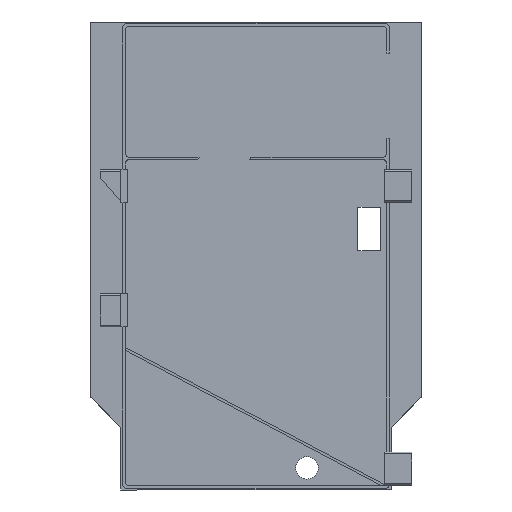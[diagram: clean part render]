
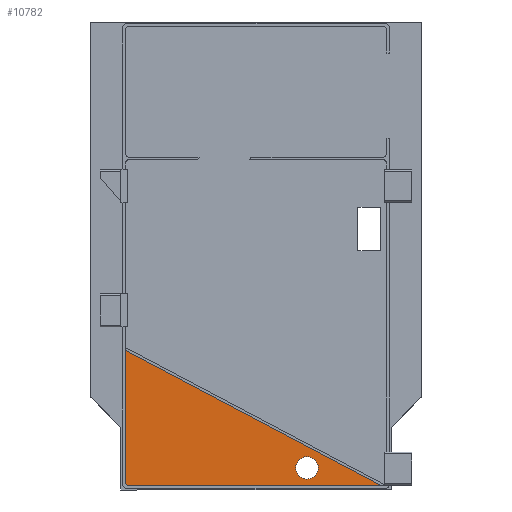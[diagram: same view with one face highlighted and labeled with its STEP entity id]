
A CAD part, front view. The second image highlights one B-rep face of the part: STEP entity #10782.
In plain terms, the highlighted planar face has unit normal (0, -1, 0).
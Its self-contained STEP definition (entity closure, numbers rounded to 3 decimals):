
#86=FACE_BOUND('',#1406,.T.);
#180=PLANE('',#11409);
#754=FACE_OUTER_BOUND('',#1405,.T.);
#1405=EDGE_LOOP('',(#8462,#8463,#8464,#8465));
#1406=EDGE_LOOP('',(#8466));
#2552=LINE('',#16142,#4053);
#2553=LINE('',#16144,#4054);
#2554=LINE('',#16147,#4055);
#4053=VECTOR('',#12836,10.);
#4054=VECTOR('',#12837,10.);
#4055=VECTOR('',#12840,10.);
#4896=CIRCLE('',#11284,2.65);
#4917=CIRCLE('',#11410,1.);
#4942=VERTEX_POINT('',#14700);
#5540=VERTEX_POINT('',#16140);
#5541=VERTEX_POINT('',#16141);
#5542=VERTEX_POINT('',#16143);
#5543=VERTEX_POINT('',#16145);
#5981=EDGE_CURVE('',#4942,#4942,#4896,.T.);
#6672=EDGE_CURVE('',#5540,#5541,#2552,.T.);
#6673=EDGE_CURVE('',#5541,#5542,#2553,.T.);
#6674=EDGE_CURVE('',#5542,#5543,#4917,.T.);
#6675=EDGE_CURVE('',#5543,#5540,#2554,.T.);
#8462=ORIENTED_EDGE('',*,*,#6672,.T.);
#8463=ORIENTED_EDGE('',*,*,#6673,.T.);
#8464=ORIENTED_EDGE('',*,*,#6674,.T.);
#8465=ORIENTED_EDGE('',*,*,#6675,.T.);
#8466=ORIENTED_EDGE('',*,*,#5981,.T.);
#10782=ADVANCED_FACE('',(#754,#86),#180,.F.);
#11284=AXIS2_PLACEMENT_3D('',#14702,#11926,#11927);
#11409=AXIS2_PLACEMENT_3D('',#16139,#12834,#12835);
#11410=AXIS2_PLACEMENT_3D('',#16146,#12838,#12839);
#11926=DIRECTION('center_axis',(0.,1.,0.));
#11927=DIRECTION('ref_axis',(1.,0.,0.));
#12834=DIRECTION('center_axis',(0.,1.,0.));
#12835=DIRECTION('ref_axis',(1.,0.,0.));
#12836=DIRECTION('',(-0.884,0.,0.467));
#12837=DIRECTION('',(0.,0.,-1.));
#12838=DIRECTION('center_axis',(0.,-1.,0.));
#12839=DIRECTION('ref_axis',(-0.707,0.,-0.707));
#12840=DIRECTION('',(1.,0.,0.));
#14700=CARTESIAN_POINT('',(39.575,8.3,-70.154));
#14702=CARTESIAN_POINT('Origin',(42.225,8.3,-70.154));
#16139=CARTESIAN_POINT('Origin',(30.25,8.3,-20.363));
#16140=CARTESIAN_POINT('',(59.716,8.3,-74.354));
#16141=CARTESIAN_POINT('',(-0.5,8.3,-42.54));
#16142=CARTESIAN_POINT('',(6.94,8.3,-46.471));
#16143=CARTESIAN_POINT('',(-0.5,8.3,-73.354));
#16144=CARTESIAN_POINT('',(-0.5,8.3,-47.358));
#16145=CARTESIAN_POINT('',(0.5,8.3,-74.354));
#16146=CARTESIAN_POINT('Origin',(0.5,8.3,-73.354));
#16147=CARTESIAN_POINT('',(45.625,8.3,-74.354));
